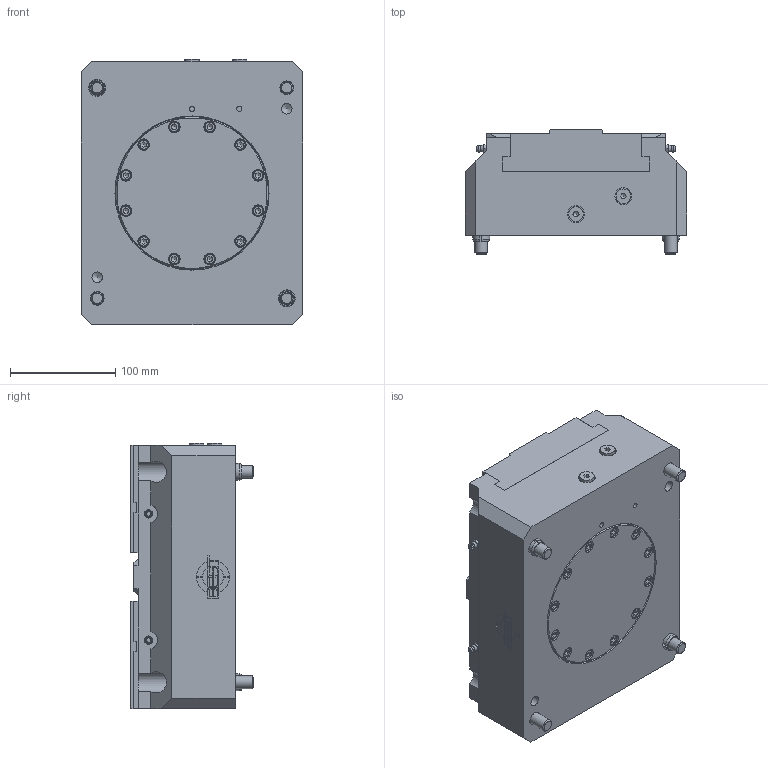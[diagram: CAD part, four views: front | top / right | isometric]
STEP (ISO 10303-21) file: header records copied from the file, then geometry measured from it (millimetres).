
FILE_DESCRIPTION(/* description */ ('Hydr.Zentrierspanner BSH-250'),/* implementation_level */ '2;1');
FILE_NAME(/* name */ '100-0250-002-Kunde (verstellbar).stp',/* time_stamp */ '2023-01-20T08:30:54+01:00',/* author */ ('Chiacchiera'),/* organization */ (''),/* preprocessor_version */ 'ST-DEVELOPER v19.2',/* originating_system */ 'Autodesk Inventor 2023',/* authorisation */ '');
FILE_SCHEMA (('AUTOMOTIVE_DESIGN { 1 0 10303 214 3 1 1 }'));
Length unit declared in the file: millimetre
Products named in the file (3): 100-0250-002-Kunde (verstellbar); 100-0250-002-Backe (verstellbar); 100-0250-002-Basis (verstellbar)
Assembly tree (3 placements, depth 2):
  100-0250-002-Kunde (verstellbar)
    100-0250-002-Backe (verstellbar)  x2
    100-0250-002-Basis (verstellbar)
Bounding box: 210 x 117.5 x 252.05 mm (x, y, z)
Volume: 4652922.4 mm3; surface area: 369386.8 mm2
Topology: 3 solids, 3 shells, 878 faces, 2166 edges, 1390 vertices
Faces by surface type: plane 540, cylinder 178, cone 122, torus 32, sphere 4, bspline 2
Full cylindrical faces by diameter (mm): 2.459 x4, 4.134 x1, 4.917 x2, 5 x2, 5.5 x2, 8.376 x32, 8.5 x4, 10 x20, 11 x12, 12 x4, 13 x4, 14 x2, 16 x4, 18 x4, 20 x4, 145 x1
Entity records: 23919 total; most frequent: CARTESIAN_POINT 4616, ORIENTED_EDGE 3884, DIRECTION 3770, EDGE_CURVE 1942, AXIS2_PLACEMENT_3D 1334, VERTEX_POINT 1262, LINE 1102, VECTOR 1102
